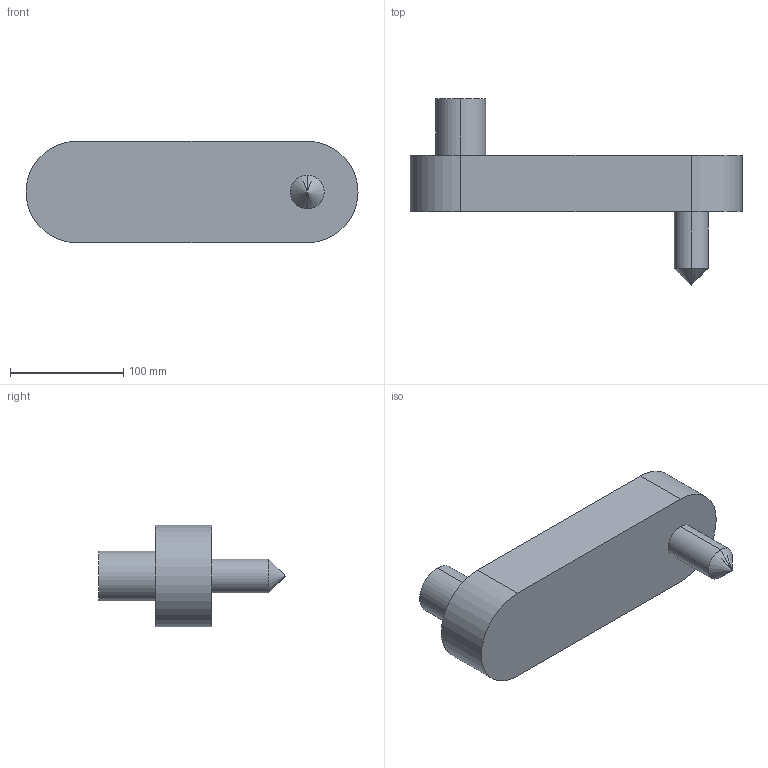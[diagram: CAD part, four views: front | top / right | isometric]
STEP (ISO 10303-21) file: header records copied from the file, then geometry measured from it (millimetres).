
FILE_DESCRIPTION (( 'STEP AP203' ), '1' );
FILE_NAME ('lk4_Default_sldprt.STEP', '2023-11-23T06:48:13', ( '' ), ( '' ), 'SwSTEP 2.0', 'SolidWorks 2020', '' );
FILE_SCHEMA (( 'CONFIG_CONTROL_DESIGN' ));
Length unit declared in the file: millimetre
Products named in the file (1): lk4_Default_sldprt
Bounding box: 293.34 x 165 x 89.64 mm (x, y, z)
Volume: 1343448.1 mm3; surface area: 95509.4 mm2
Topology: 1 solids, 1 shells, 13 faces, 28 edges, 17 vertices
Faces by surface type: cylinder 6, plane 5, cone 2
Entity records: 421 total; most frequent: DIRECTION 66, CARTESIAN_POINT 57, ORIENTED_EDGE 52, AXIS2_PLACEMENT_3D 26, EDGE_CURVE 26, VERTEX_POINT 17, EDGE_LOOP 15, VECTOR 14
